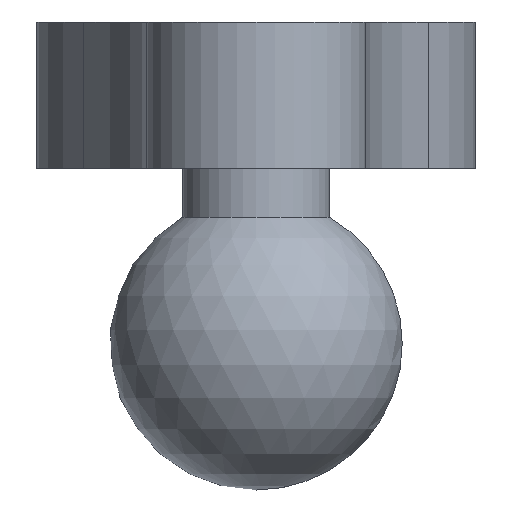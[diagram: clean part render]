
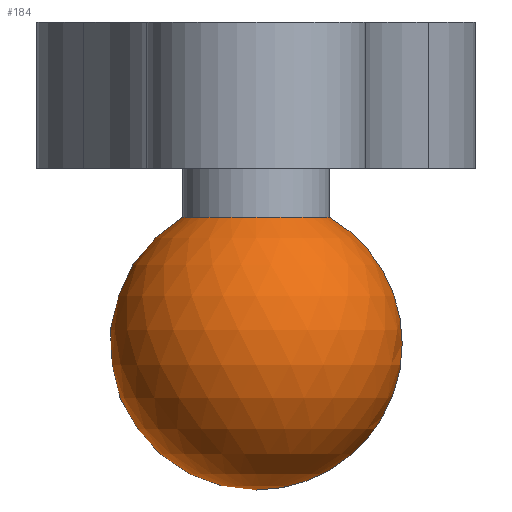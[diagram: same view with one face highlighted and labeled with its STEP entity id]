
A CAD part, front view. The second image highlights one B-rep face of the part: STEP entity #184.
In plain terms, the highlighted spherical face has radius 2.5 mm.
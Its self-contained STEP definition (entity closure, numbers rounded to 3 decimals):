
#52=FACE_OUTER_BOUND('',#64,.T.);
#64=EDGE_LOOP('',(#133,#134,#135));
#78=CIRCLE('',#211,1.25);
#79=CIRCLE('',#212,2.5);
#91=VERTEX_POINT('',#301);
#92=VERTEX_POINT('',#303);
#108=EDGE_CURVE('',#91,#91,#78,.T.);
#109=EDGE_CURVE('',#92,#91,#79,.T.);
#133=ORIENTED_EDGE('',*,*,#108,.F.);
#134=ORIENTED_EDGE('',*,*,#109,.F.);
#135=ORIENTED_EDGE('',*,*,#109,.T.);
#183=SPHERICAL_SURFACE('',#210,2.5);
#184=ADVANCED_FACE('',(#52),#183,.T.);
#210=AXIS2_PLACEMENT_3D('',#300,#237,#238);
#211=AXIS2_PLACEMENT_3D('',#302,#239,#240);
#212=AXIS2_PLACEMENT_3D('',#304,#241,#242);
#237=DIRECTION('center_axis',(0.,0.,-1.));
#238=DIRECTION('ref_axis',(-1.,0.,0.));
#239=DIRECTION('center_axis',(0.,0.,1.));
#240=DIRECTION('ref_axis',(-1.,0.,0.));
#241=DIRECTION('center_axis',(0.,-1.,0.));
#242=DIRECTION('ref_axis',(1.,0.,0.));
#300=CARTESIAN_POINT('Origin',(0.,-25.,-3.));
#301=CARTESIAN_POINT('',(1.25,-25.,-0.835));
#302=CARTESIAN_POINT('Origin',(0.,-25.,-0.835));
#303=CARTESIAN_POINT('',(0.,-25.,-5.5));
#304=CARTESIAN_POINT('Origin',(0.,-25.,-3.));
